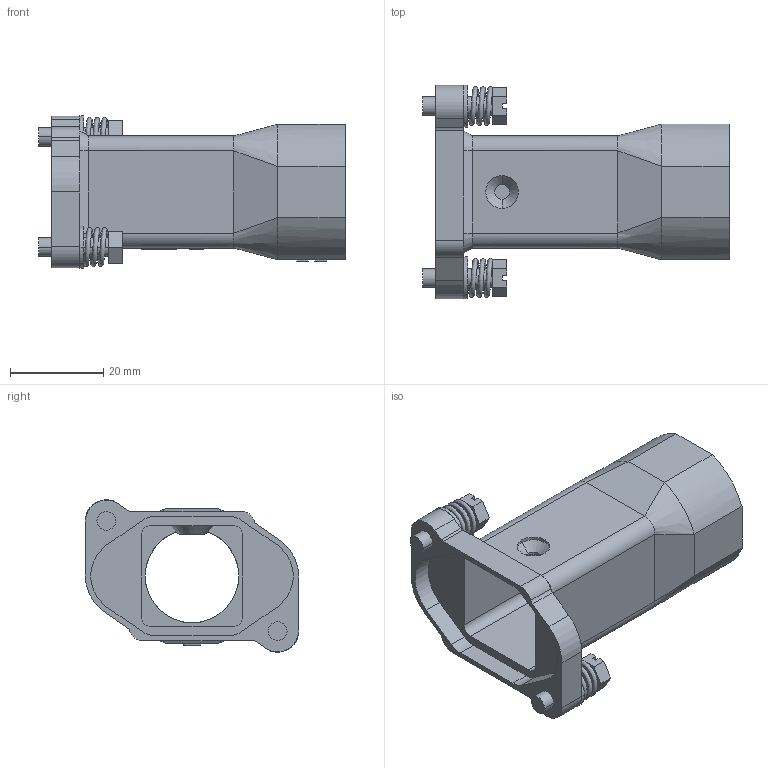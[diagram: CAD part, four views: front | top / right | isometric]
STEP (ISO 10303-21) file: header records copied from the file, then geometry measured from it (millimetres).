
FILE_DESCRIPTION(('Creo Elements/Direct Modeling STEP Export'),'2;1');
FILE_NAME('0lndrr04l4ob6354500','2018-10-09T16:44:48',(''),(''),'PTC Creo Elements/Direct Modeling STEP processor for AP214 (Solid Model)','PTC Creo Elements/Direct Modeling 19.0B 21-Mar-2015 (C) Parametric Technology GmbH','');
FILE_SCHEMA(('AUTOMOTIVE_DESIGN { 1 0 10303 214 1 1 1 1 }'));
Length unit declared in the file: millimetre
Products named in the file (2): MGK_V25
Assembly tree (1 placements, depth 2):
  MGK_V25
    MGK_V25
Bounding box: 65.6 x 45.7 x 32.6 mm (x, y, z)
Volume: 12665 mm3; surface area: 14358.8 mm2
Topology: 3 solids, 3 shells, 334 faces, 909 edges, 601 vertices
Faces by surface type: plane 243, cylinder 72, bspline 12, cone 7
Entity records: 12974 total; most frequent: CARTESIAN_POINT 4197, ORIENTED_EDGE 1824, DIRECTION 1600, EDGE_CURVE 909, VECTOR 712, LINE 712, VERTEX_POINT 601, AXIS2_PLACEMENT_3D 444
